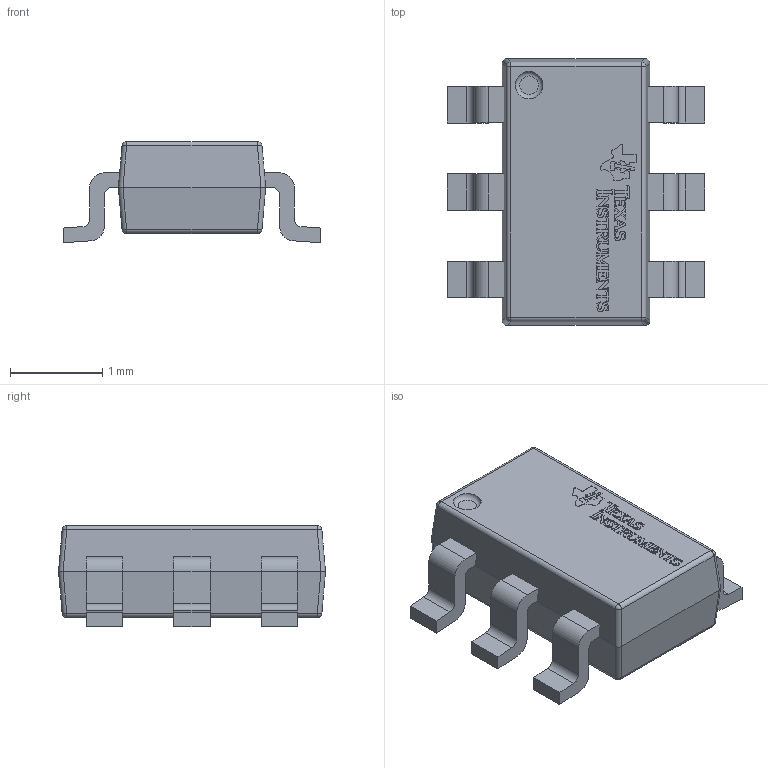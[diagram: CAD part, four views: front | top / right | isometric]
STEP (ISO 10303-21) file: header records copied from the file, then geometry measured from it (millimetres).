
FILE_DESCRIPTION(/* description */ (''),/* implementation_level */ '2;1');
FILE_NAME(/* name */ 'Texas Instruments TPS561201DDCT - TSOT-23-6 DDC0006A.stp',/* time_stamp */ '2019-11-06T21:32:38-04:00',/* author */ ('Ricardo'),/* organization */ (''),/* preprocessor_version */ 'ST-DEVELOPER v18',/* originating_system */ 'Autodesk Inventor 2020',/* authorisation */ '');
FILE_SCHEMA (('AUTOMOTIVE_DESIGN { 1 0 10303 214 3 1 1 }'));
Length unit declared in the file: millimetre
Products named in the file (4): Texas Instruments TPS3701DDC - SOT-23, 6 Pins DDC0006A; body; pins; part number
Assembly tree (3 placements, depth 2):
  Texas Instruments TPS3701DDC - SOT-23, 6 Pins DDC0006A
    body
    pins
    part number
Bounding box: 2.8 x 2.9 x 1.1 mm (x, y, z)
Volume: 5.2 mm3; surface area: 30.5 mm2
Topology: 22 solids, 22 shells, 520 faces, 1393 edges, 918 vertices
Faces by surface type: plane 305, bspline 166, cylinder 40, sphere 8, torus 1
Entity records: 17261 total; most frequent: CARTESIAN_POINT 5092, ORIENTED_EDGE 2786, DIRECTION 1934, EDGE_CURVE 1393, LINE 982, VECTOR 982, VERTEX_POINT 918, EDGE_LOOP 525
